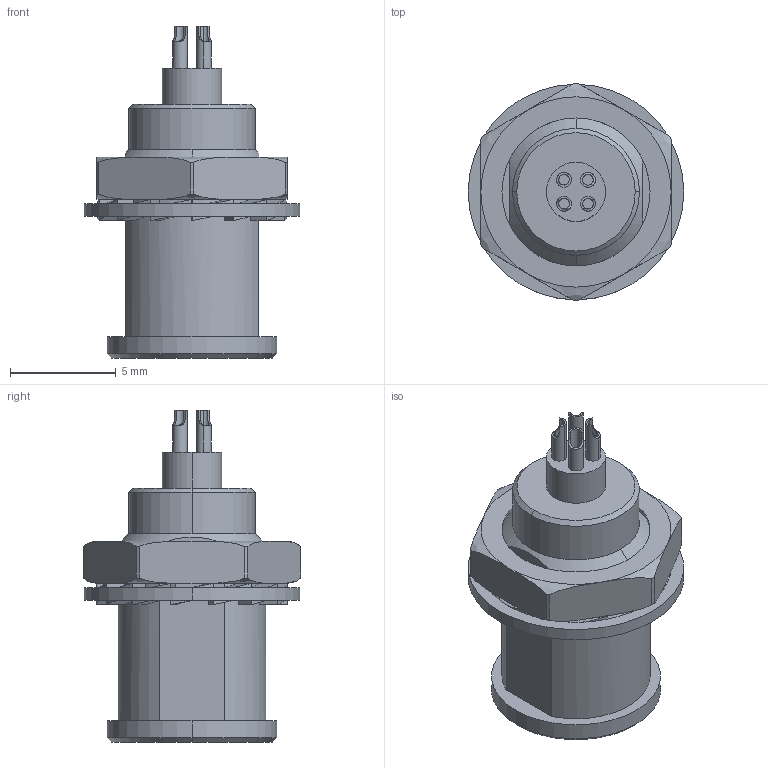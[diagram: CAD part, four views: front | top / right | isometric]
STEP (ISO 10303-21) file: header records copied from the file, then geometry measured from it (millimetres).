
FILE_DESCRIPTION(('STEP AP214'),'1');
FILE_NAME('egg_00_304_cll.stp','2017-12-07T17:16:03',('TraceParts'),('TraceParts S.A.'),'Spatial InterOp 3D',' ',' ');
FILE_SCHEMA(('automotive_design'));
Length unit declared in the file: millimetre
Products named in the file (3): egg_00_304_cll_1; egg_00_304_cll_2; egg_00_304_cll_3
Bounding box: 10.2 x 10.3 x 15.7 mm (x, y, z)
Volume: 536.1 mm3; surface area: 692.1 mm2
Topology: 3 solids, 3 shells, 200 faces, 610 edges, 394 vertices
Faces by surface type: cylinder 82, plane 66, bspline 46, cone 6
Entity records: 9686 total; most frequent: CARTESIAN_POINT 2987, ORIENTED_EDGE 1220, DIRECTION 850, EDGE_CURVE 610, VERTEX_POINT 394, AXIS2_PLACEMENT_3D 315, B_SPLINE_CURVE_WITH_KNOTS 230, LINE 220
